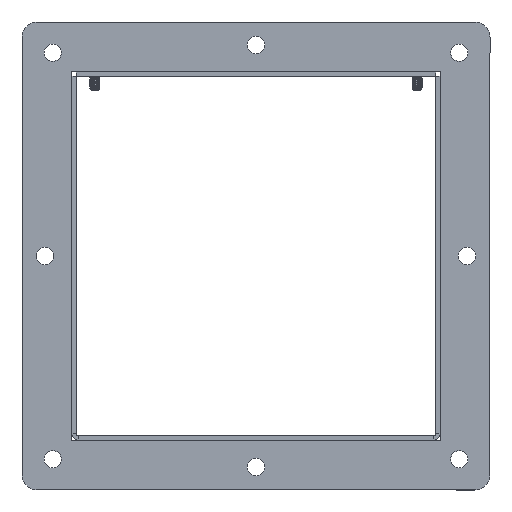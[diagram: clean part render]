
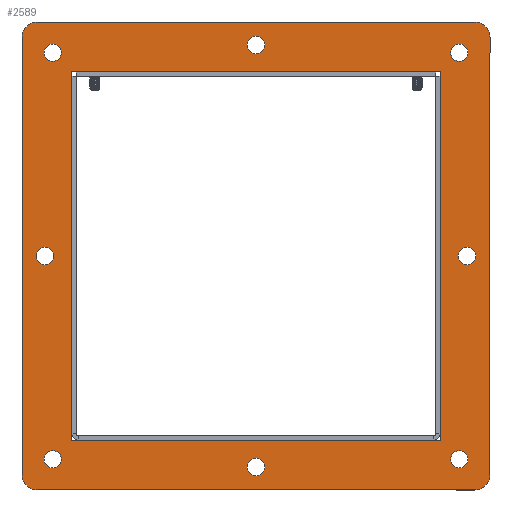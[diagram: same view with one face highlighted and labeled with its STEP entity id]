
A CAD part, front view. The second image highlights one B-rep face of the part: STEP entity #2589.
In plain terms, the highlighted face is planar.
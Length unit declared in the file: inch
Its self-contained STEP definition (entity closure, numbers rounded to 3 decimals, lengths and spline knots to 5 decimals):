
#248=FACE_BOUND('',#626,.T.);
#249=FACE_BOUND('',#627,.T.);
#250=FACE_BOUND('',#628,.T.);
#251=FACE_BOUND('',#629,.T.);
#252=FACE_BOUND('',#630,.T.);
#253=FACE_BOUND('',#631,.T.);
#254=FACE_BOUND('',#632,.T.);
#255=FACE_BOUND('',#633,.T.);
#256=FACE_BOUND('',#634,.T.);
#307=CIRCLE('',#2723,0.14063);
#309=CIRCLE('',#2726,0.14063);
#311=CIRCLE('',#2729,0.14063);
#313=CIRCLE('',#2732,0.14063);
#315=CIRCLE('',#2735,0.14063);
#317=CIRCLE('',#2738,0.14063);
#319=CIRCLE('',#2741,0.14063);
#321=CIRCLE('',#2744,0.14063);
#323=CIRCLE('',#2747,0.25);
#325=CIRCLE('',#2751,0.25);
#327=CIRCLE('',#2755,0.25);
#329=CIRCLE('',#2759,0.25);
#470=FACE_OUTER_BOUND('',#625,.T.);
#625=EDGE_LOOP('',(#1911,#1912,#1913,#1914,#1915,#1916,#1917,#1918));
#626=EDGE_LOOP('',(#1919,#1920,#1921,#1922));
#627=EDGE_LOOP('',(#1923));
#628=EDGE_LOOP('',(#1924));
#629=EDGE_LOOP('',(#1925));
#630=EDGE_LOOP('',(#1926));
#631=EDGE_LOOP('',(#1927));
#632=EDGE_LOOP('',(#1928));
#633=EDGE_LOOP('',(#1929));
#634=EDGE_LOOP('',(#1930));
#784=LINE('',#3687,#945);
#787=LINE('',#3693,#948);
#790=LINE('',#3699,#951);
#793=LINE('',#3703,#954);
#798=LINE('',#3758,#959);
#802=LINE('',#3770,#963);
#806=LINE('',#3782,#967);
#809=LINE('',#3791,#970);
#945=VECTOR('',#3072,6.);
#948=VECTOR('',#3077,6.);
#951=VECTOR('',#3082,6.);
#954=VECTOR('',#3087,6.);
#959=VECTOR('',#3148,7.125);
#963=VECTOR('',#3160,7.125);
#967=VECTOR('',#3172,7.125);
#970=VECTOR('',#3183,7.125);
#1098=VERTEX_POINT('',#3684);
#1099=VERTEX_POINT('',#3686);
#1101=VERTEX_POINT('',#3692);
#1103=VERTEX_POINT('',#3698);
#1105=VERTEX_POINT('',#3707);
#1107=VERTEX_POINT('',#3712);
#1109=VERTEX_POINT('',#3717);
#1111=VERTEX_POINT('',#3722);
#1113=VERTEX_POINT('',#3727);
#1115=VERTEX_POINT('',#3732);
#1117=VERTEX_POINT('',#3737);
#1119=VERTEX_POINT('',#3742);
#1122=VERTEX_POINT('',#3748);
#1123=VERTEX_POINT('',#3750);
#1125=VERTEX_POINT('',#3756);
#1127=VERTEX_POINT('',#3762);
#1129=VERTEX_POINT('',#3768);
#1131=VERTEX_POINT('',#3774);
#1133=VERTEX_POINT('',#3780);
#1135=VERTEX_POINT('',#3786);
#1400=EDGE_CURVE('',#1099,#1098,#784,.T.);
#1403=EDGE_CURVE('',#1101,#1099,#787,.T.);
#1406=EDGE_CURVE('',#1103,#1101,#790,.T.);
#1409=EDGE_CURVE('',#1098,#1103,#793,.T.);
#1411=EDGE_CURVE('',#1105,#1105,#307,.T.);
#1413=EDGE_CURVE('',#1107,#1107,#309,.T.);
#1415=EDGE_CURVE('',#1109,#1109,#311,.T.);
#1417=EDGE_CURVE('',#1111,#1111,#313,.T.);
#1419=EDGE_CURVE('',#1113,#1113,#315,.T.);
#1421=EDGE_CURVE('',#1115,#1115,#317,.T.);
#1423=EDGE_CURVE('',#1117,#1117,#319,.T.);
#1425=EDGE_CURVE('',#1119,#1119,#321,.T.);
#1428=EDGE_CURVE('',#1123,#1122,#323,.T.);
#1432=EDGE_CURVE('',#1122,#1125,#798,.T.);
#1435=EDGE_CURVE('',#1125,#1127,#325,.T.);
#1438=EDGE_CURVE('',#1127,#1129,#802,.T.);
#1441=EDGE_CURVE('',#1129,#1131,#327,.T.);
#1444=EDGE_CURVE('',#1131,#1133,#806,.T.);
#1447=EDGE_CURVE('',#1133,#1135,#329,.T.);
#1449=EDGE_CURVE('',#1135,#1123,#809,.T.);
#1911=ORIENTED_EDGE('',*,*,#1449,.T.);
#1912=ORIENTED_EDGE('',*,*,#1428,.T.);
#1913=ORIENTED_EDGE('',*,*,#1432,.T.);
#1914=ORIENTED_EDGE('',*,*,#1435,.T.);
#1915=ORIENTED_EDGE('',*,*,#1438,.T.);
#1916=ORIENTED_EDGE('',*,*,#1441,.T.);
#1917=ORIENTED_EDGE('',*,*,#1444,.T.);
#1918=ORIENTED_EDGE('',*,*,#1447,.T.);
#1919=ORIENTED_EDGE('',*,*,#1400,.T.);
#1920=ORIENTED_EDGE('',*,*,#1409,.T.);
#1921=ORIENTED_EDGE('',*,*,#1406,.T.);
#1922=ORIENTED_EDGE('',*,*,#1403,.T.);
#1923=ORIENTED_EDGE('',*,*,#1411,.T.);
#1924=ORIENTED_EDGE('',*,*,#1413,.T.);
#1925=ORIENTED_EDGE('',*,*,#1415,.T.);
#1926=ORIENTED_EDGE('',*,*,#1417,.T.);
#1927=ORIENTED_EDGE('',*,*,#1419,.T.);
#1928=ORIENTED_EDGE('',*,*,#1421,.T.);
#1929=ORIENTED_EDGE('',*,*,#1423,.T.);
#1930=ORIENTED_EDGE('',*,*,#1425,.T.);
#2402=PLANE('',#2762);
#2589=ADVANCED_FACE('',(#470,#248,#249,#250,#251,#252,#253,#254,#255,#256),
#2402,.F.);
#2723=AXIS2_PLACEMENT_3D('',#3708,#3092,#3093);
#2726=AXIS2_PLACEMENT_3D('',#3713,#3098,#3099);
#2729=AXIS2_PLACEMENT_3D('',#3718,#3104,#3105);
#2732=AXIS2_PLACEMENT_3D('',#3723,#3110,#3111);
#2735=AXIS2_PLACEMENT_3D('',#3728,#3116,#3117);
#2738=AXIS2_PLACEMENT_3D('',#3733,#3122,#3123);
#2741=AXIS2_PLACEMENT_3D('',#3738,#3128,#3129);
#2744=AXIS2_PLACEMENT_3D('',#3743,#3134,#3135);
#2747=AXIS2_PLACEMENT_3D('',#3751,#3141,#3142);
#2751=AXIS2_PLACEMENT_3D('',#3764,#3154,#3155);
#2755=AXIS2_PLACEMENT_3D('',#3776,#3166,#3167);
#2759=AXIS2_PLACEMENT_3D('',#3788,#3178,#3179);
#2762=AXIS2_PLACEMENT_3D('',#3793,#3186,#3187);
#3072=DIRECTION('',(0.,1.,0.));
#3077=DIRECTION('',(1.,0.,0.));
#3082=DIRECTION('',(0.,-1.,0.));
#3087=DIRECTION('',(-1.,0.,0.));
#3092=DIRECTION('center_axis',(0.,0.,1.));
#3093=DIRECTION('ref_axis',(-1.,0.,0.));
#3098=DIRECTION('center_axis',(0.,0.,1.));
#3099=DIRECTION('ref_axis',(-1.,0.,0.));
#3104=DIRECTION('center_axis',(0.,0.,1.));
#3105=DIRECTION('ref_axis',(-1.,0.,0.));
#3110=DIRECTION('center_axis',(0.,0.,1.));
#3111=DIRECTION('ref_axis',(-1.,0.,0.));
#3116=DIRECTION('center_axis',(0.,0.,1.));
#3117=DIRECTION('ref_axis',(-1.,0.,0.));
#3122=DIRECTION('center_axis',(0.,0.,1.));
#3123=DIRECTION('ref_axis',(-1.,0.,0.));
#3128=DIRECTION('center_axis',(0.,0.,1.));
#3129=DIRECTION('ref_axis',(-1.,0.,0.));
#3134=DIRECTION('center_axis',(0.,0.,1.));
#3135=DIRECTION('ref_axis',(-1.,0.,0.));
#3141=DIRECTION('center_axis',(0.,0.,-1.));
#3142=DIRECTION('ref_axis',(-1.,0.,0.));
#3148=DIRECTION('',(0.,-1.,0.));
#3154=DIRECTION('center_axis',(0.,0.,-1.));
#3155=DIRECTION('ref_axis',(0.,1.,0.));
#3160=DIRECTION('',(-1.,0.,0.));
#3166=DIRECTION('center_axis',(0.,0.,-1.));
#3167=DIRECTION('ref_axis',(1.,0.,0.));
#3172=DIRECTION('',(0.,1.,0.));
#3178=DIRECTION('center_axis',(0.,0.,-1.));
#3179=DIRECTION('ref_axis',(0.,-1.,0.));
#3183=DIRECTION('',(1.,0.,0.));
#3186=DIRECTION('center_axis',(0.,0.,1.));
#3187=DIRECTION('ref_axis',(1.,0.,0.));
#3684=CARTESIAN_POINT('',(3.,3.,0.));
#3686=CARTESIAN_POINT('',(3.,-3.,0.));
#3687=CARTESIAN_POINT('',(3.,1.5,0.));
#3692=CARTESIAN_POINT('',(-3.,-3.,0.));
#3693=CARTESIAN_POINT('',(1.5,-3.,0.));
#3698=CARTESIAN_POINT('',(-3.,3.,0.));
#3699=CARTESIAN_POINT('',(-3.,-1.5,0.));
#3703=CARTESIAN_POINT('',(-1.5,3.,0.));
#3707=CARTESIAN_POINT('',(-3.29688,0.,0.));
#3708=CARTESIAN_POINT('Origin',(-3.4375,0.,0.));
#3712=CARTESIAN_POINT('',(0.14063,-3.4375,0.));
#3713=CARTESIAN_POINT('Origin',(0.,-3.4375,0.));
#3717=CARTESIAN_POINT('',(0.14063,3.4375,0.));
#3718=CARTESIAN_POINT('Origin',(0.,3.4375,0.));
#3722=CARTESIAN_POINT('',(3.57813,0.,0.));
#3723=CARTESIAN_POINT('Origin',(3.4375,0.,0.));
#3727=CARTESIAN_POINT('',(3.45313,3.3125,0.));
#3728=CARTESIAN_POINT('Origin',(3.3125,3.3125,0.));
#3732=CARTESIAN_POINT('',(-3.17188,3.3125,0.));
#3733=CARTESIAN_POINT('Origin',(-3.3125,3.3125,0.));
#3737=CARTESIAN_POINT('',(3.45313,-3.3125,0.));
#3738=CARTESIAN_POINT('Origin',(3.3125,-3.3125,0.));
#3742=CARTESIAN_POINT('',(-3.17188,-3.3125,0.));
#3743=CARTESIAN_POINT('Origin',(-3.3125,-3.3125,0.));
#3748=CARTESIAN_POINT('',(3.8125,3.5625,0.));
#3750=CARTESIAN_POINT('',(3.5625,3.8125,0.));
#3751=CARTESIAN_POINT('Origin',(3.5625,3.5625,0.));
#3756=CARTESIAN_POINT('',(3.8125,-3.5625,0.));
#3758=CARTESIAN_POINT('',(3.8125,3.5625,0.));
#3762=CARTESIAN_POINT('',(3.5625,-3.8125,0.));
#3764=CARTESIAN_POINT('Origin',(3.5625,-3.5625,0.));
#3768=CARTESIAN_POINT('',(-3.5625,-3.8125,0.));
#3770=CARTESIAN_POINT('',(3.5625,-3.8125,0.));
#3774=CARTESIAN_POINT('',(-3.8125,-3.5625,0.));
#3776=CARTESIAN_POINT('Origin',(-3.5625,-3.5625,0.));
#3780=CARTESIAN_POINT('',(-3.8125,3.5625,0.));
#3782=CARTESIAN_POINT('',(-3.8125,-3.5625,0.));
#3786=CARTESIAN_POINT('',(-3.5625,3.8125,0.));
#3788=CARTESIAN_POINT('Origin',(-3.5625,3.5625,0.));
#3791=CARTESIAN_POINT('',(-3.5625,3.8125,0.));
#3793=CARTESIAN_POINT('Origin',(0.,0.,
0.));
